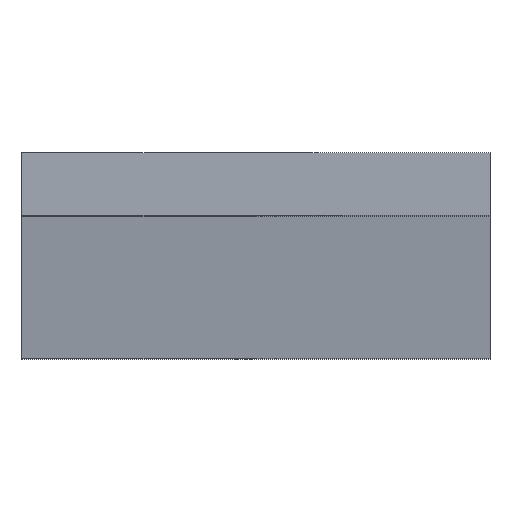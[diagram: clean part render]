
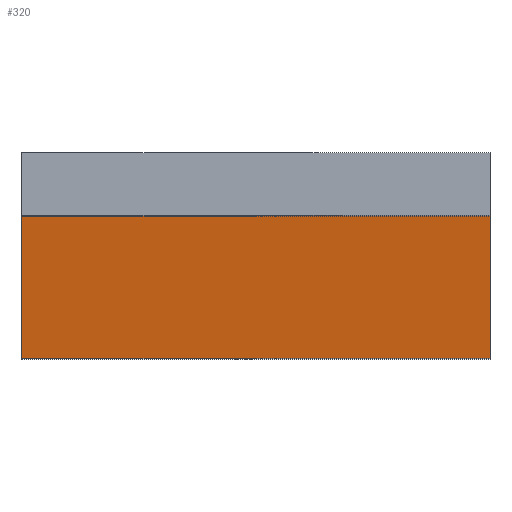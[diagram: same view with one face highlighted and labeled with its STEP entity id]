
A CAD part, top view. The second image highlights one B-rep face of the part: STEP entity #320.
In plain terms, the highlighted planar face has unit normal (0, -0.155, 0.988).
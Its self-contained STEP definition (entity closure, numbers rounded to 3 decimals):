
#24 = VERTEX_POINT('',#25);
#25 = CARTESIAN_POINT('',(5.25,-1.41,9.1));
#32 = PLANE('',#33);
#33 = AXIS2_PLACEMENT_3D('',#34,#35,#36);
#34 = CARTESIAN_POINT('',(-5.25,0.,9.1));
#35 = DIRECTION('',(0.,0.,1.));
#36 = DIRECTION('',(1.,0.,0.));
#44 = PLANE('',#45);
#45 = AXIS2_PLACEMENT_3D('',#46,#47,#48);
#46 = CARTESIAN_POINT('',(5.25,0.,9.1));
#47 = DIRECTION('',(1.,0.,0.));
#48 = DIRECTION('',(0.,0.,-1.));
#131 = VERTEX_POINT('',#132);
#132 = CARTESIAN_POINT('',(-5.25,-1.41,9.1));
#146 = PLANE('',#147);
#147 = AXIS2_PLACEMENT_3D('',#148,#149,#150);
#148 = CARTESIAN_POINT('',(-5.25,0.,0.));
#149 = DIRECTION('',(-1.,0.,0.));
#150 = DIRECTION('',(0.,0.,1.));
#158 = EDGE_CURVE('',#131,#24,#159,.T.);
#159 = SURFACE_CURVE('',#160,(#164,#171),.PCURVE_S1.);
#160 = LINE('',#161,#162);
#161 = CARTESIAN_POINT('',(-5.25,-1.41,9.1));
#162 = VECTOR('',#163,1.);
#163 = DIRECTION('',(1.,0.,0.));
#164 = PCURVE('',#32,#165);
#165 = DEFINITIONAL_REPRESENTATION('',(#166),#170);
#166 = LINE('',#167,#168);
#167 = CARTESIAN_POINT('',(0.,-1.41));
#168 = VECTOR('',#169,1.);
#169 = DIRECTION('',(1.,0.));
#170 = ( GEOMETRIC_REPRESENTATION_CONTEXT(2) 
PARAMETRIC_REPRESENTATION_CONTEXT() REPRESENTATION_CONTEXT('2D SPACE',''
  ) );
#171 = PCURVE('',#172,#177);
#172 = PLANE('',#173);
#173 = AXIS2_PLACEMENT_3D('',#174,#175,#176);
#174 = CARTESIAN_POINT('',(-5.25,-3.005,8.85));
#175 = DIRECTION('',(0.,0.155,-0.988));
#176 = DIRECTION('',(1.,0.,0.));
#177 = DEFINITIONAL_REPRESENTATION('',(#178),#182);
#178 = LINE('',#179,#180);
#179 = CARTESIAN_POINT('',(0.,-1.614));
#180 = VECTOR('',#181,1.);
#181 = DIRECTION('',(1.,0.));
#182 = ( GEOMETRIC_REPRESENTATION_CONTEXT(2) 
PARAMETRIC_REPRESENTATION_CONTEXT() REPRESENTATION_CONTEXT('2D SPACE',''
  ) );
#216 = EDGE_CURVE('',#24,#217,#219,.T.);
#217 = VERTEX_POINT('',#218);
#218 = CARTESIAN_POINT('',(5.25,-4.6,8.6));
#219 = SURFACE_CURVE('',#220,(#224,#231),.PCURVE_S1.);
#220 = LINE('',#221,#222);
#221 = CARTESIAN_POINT('',(5.25,-1.519,9.083));
#222 = VECTOR('',#223,1.);
#223 = DIRECTION('',(0.,-0.988,-0.155));
#224 = PCURVE('',#44,#225);
#225 = DEFINITIONAL_REPRESENTATION('',(#226),#230);
#226 = LINE('',#227,#228);
#227 = CARTESIAN_POINT('',(0.017,-1.519));
#228 = VECTOR('',#229,1.);
#229 = DIRECTION('',(0.155,-0.988));
#230 = ( GEOMETRIC_REPRESENTATION_CONTEXT(2) 
PARAMETRIC_REPRESENTATION_CONTEXT() REPRESENTATION_CONTEXT('2D SPACE',''
  ) );
#231 = PCURVE('',#172,#232);
#232 = DEFINITIONAL_REPRESENTATION('',(#233),#237);
#233 = LINE('',#234,#235);
#234 = CARTESIAN_POINT('',(10.5,-1.504));
#235 = VECTOR('',#236,1.);
#236 = DIRECTION('',(0.,1.));
#237 = ( GEOMETRIC_REPRESENTATION_CONTEXT(2) 
PARAMETRIC_REPRESENTATION_CONTEXT() REPRESENTATION_CONTEXT('2D SPACE',''
  ) );
#255 = PLANE('',#256);
#256 = AXIS2_PLACEMENT_3D('',#257,#258,#259);
#257 = CARTESIAN_POINT('',(0.,-4.6,4.55));
#258 = DIRECTION('',(0.,1.,0.));
#259 = DIRECTION('',(0.,0.,1.));
#320 = ADVANCED_FACE('',(#321),#172,.F.);
#321 = FACE_BOUND('',#322,.F.);
#322 = EDGE_LOOP('',(#323,#346,#347,#348));
#323 = ORIENTED_EDGE('',*,*,#324,.F.);
#324 = EDGE_CURVE('',#131,#325,#327,.T.);
#325 = VERTEX_POINT('',#326);
#326 = CARTESIAN_POINT('',(-5.25,-4.6,8.6));
#327 = SURFACE_CURVE('',#328,(#332,#339),.PCURVE_S1.);
#328 = LINE('',#329,#330);
#329 = CARTESIAN_POINT('',(-5.25,-2.215,8.974));
#330 = VECTOR('',#331,1.);
#331 = DIRECTION('',(0.,-0.988,-0.155));
#332 = PCURVE('',#172,#333);
#333 = DEFINITIONAL_REPRESENTATION('',(#334),#338);
#334 = LINE('',#335,#336);
#335 = CARTESIAN_POINT('',(0.,-0.799));
#336 = VECTOR('',#337,1.);
#337 = DIRECTION('',(0.,1.));
#338 = ( GEOMETRIC_REPRESENTATION_CONTEXT(2) 
PARAMETRIC_REPRESENTATION_CONTEXT() REPRESENTATION_CONTEXT('2D SPACE',''
  ) );
#339 = PCURVE('',#146,#340);
#340 = DEFINITIONAL_REPRESENTATION('',(#341),#345);
#341 = LINE('',#342,#343);
#342 = CARTESIAN_POINT('',(8.974,-2.215));
#343 = VECTOR('',#344,1.);
#344 = DIRECTION('',(-0.155,-0.988));
#345 = ( GEOMETRIC_REPRESENTATION_CONTEXT(2) 
PARAMETRIC_REPRESENTATION_CONTEXT() REPRESENTATION_CONTEXT('2D SPACE',''
  ) );
#346 = ORIENTED_EDGE('',*,*,#158,.T.);
#347 = ORIENTED_EDGE('',*,*,#216,.T.);
#348 = ORIENTED_EDGE('',*,*,#349,.F.);
#349 = EDGE_CURVE('',#325,#217,#350,.T.);
#350 = SURFACE_CURVE('',#351,(#355,#362),.PCURVE_S1.);
#351 = LINE('',#352,#353);
#352 = CARTESIAN_POINT('',(-5.25,-4.6,8.6));
#353 = VECTOR('',#354,1.);
#354 = DIRECTION('',(1.,0.,0.));
#355 = PCURVE('',#172,#356);
#356 = DEFINITIONAL_REPRESENTATION('',(#357),#361);
#357 = LINE('',#358,#359);
#358 = CARTESIAN_POINT('',(0.,1.614));
#359 = VECTOR('',#360,1.);
#360 = DIRECTION('',(1.,0.));
#361 = ( GEOMETRIC_REPRESENTATION_CONTEXT(2) 
PARAMETRIC_REPRESENTATION_CONTEXT() REPRESENTATION_CONTEXT('2D SPACE',''
  ) );
#362 = PCURVE('',#255,#363);
#363 = DEFINITIONAL_REPRESENTATION('',(#364),#368);
#364 = LINE('',#365,#366);
#365 = CARTESIAN_POINT('',(4.05,-5.25));
#366 = VECTOR('',#367,1.);
#367 = DIRECTION('',(0.,1.));
#368 = ( GEOMETRIC_REPRESENTATION_CONTEXT(2) 
PARAMETRIC_REPRESENTATION_CONTEXT() REPRESENTATION_CONTEXT('2D SPACE',''
  ) );
